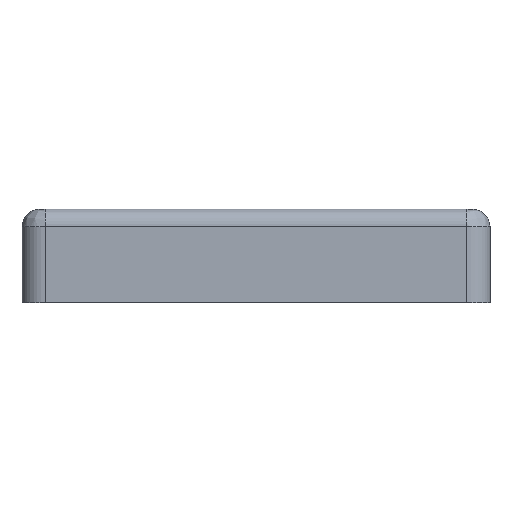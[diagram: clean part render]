
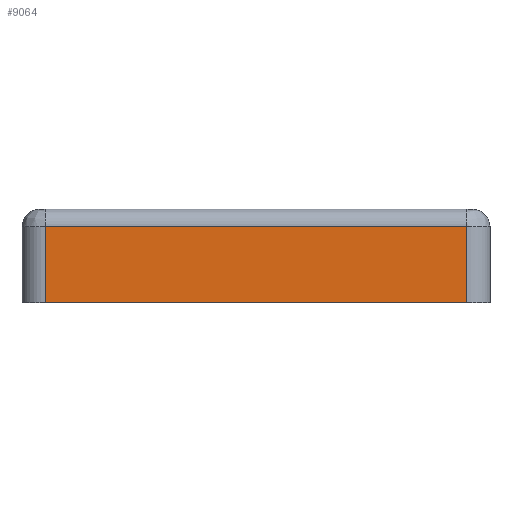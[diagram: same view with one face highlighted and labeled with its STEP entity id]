
A CAD part, front view. The second image highlights one B-rep face of the part: STEP entity #9064.
In plain terms, the highlighted planar face has unit normal (0, -1, 0).
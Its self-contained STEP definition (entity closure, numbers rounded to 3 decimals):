
#5 = DIRECTION ( 'NONE',  ( 0., 0., 1. ) ) ;
#117 = FACE_OUTER_BOUND ( 'NONE', #12752, .T. ) ;
#136 = VECTOR ( 'NONE', #5, 1000. ) ;
#619 = CARTESIAN_POINT ( 'NONE',  ( -36., -40., 0. ) ) ;
#1609 = LINE ( 'NONE', #4990, #4403 ) ;
#2155 = EDGE_CURVE ( 'NONE', #8110, #8284, #1609, .T. ) ;
#2560 = LINE ( 'NONE', #7065, #5717 ) ;
#3176 = CARTESIAN_POINT ( 'NONE',  ( -40., -40., 13. ) ) ;
#3631 = EDGE_CURVE ( 'NONE', #8284, #12314, #2560, .T. ) ;
#3754 = ORIENTED_EDGE ( 'NONE', *, *, #3631, .F. ) ;
#3963 = AXIS2_PLACEMENT_3D ( 'NONE', #4475, #12822, #5671 ) ;
#4357 = CARTESIAN_POINT ( 'NONE',  ( 36., -40., 13. ) ) ;
#4403 = VECTOR ( 'NONE', #10917, 1000. ) ;
#4475 = CARTESIAN_POINT ( 'NONE',  ( 40., -40., 16. ) ) ;
#4674 = DIRECTION ( 'NONE',  ( -1., 0., 0. ) ) ;
#4990 = CARTESIAN_POINT ( 'NONE',  ( 36., -40., 16. ) ) ;
#5671 = DIRECTION ( 'NONE',  ( 0., 0., 1. ) ) ;
#5717 = VECTOR ( 'NONE', #4674, 1000. ) ;
#5985 = CARTESIAN_POINT ( 'NONE',  ( -36., -40., 16. ) ) ;
#6644 = VERTEX_POINT ( 'NONE', #14524 ) ;
#6752 = DIRECTION ( 'NONE',  ( 1., 0., 0. ) ) ;
#7065 = CARTESIAN_POINT ( 'NONE',  ( -40., -40., 0. ) ) ;
#8110 = VERTEX_POINT ( 'NONE', #4357 ) ;
#8284 = VERTEX_POINT ( 'NONE', #11986 ) ;
#8806 = EDGE_CURVE ( 'NONE', #12314, #6644, #12085, .T. ) ;
#9064 = ADVANCED_FACE ( 'NONE', ( #117 ), #15186, .F. ) ;
#9180 = ORIENTED_EDGE ( 'NONE', *, *, #8806, .F. ) ;
#10114 = VECTOR ( 'NONE', #6752, 1000. ) ;
#10149 = ORIENTED_EDGE ( 'NONE', *, *, #11819, .F. ) ;
#10917 = DIRECTION ( 'NONE',  ( 0., 0., -1. ) ) ;
#11819 = EDGE_CURVE ( 'NONE', #6644, #8110, #13329, .T. ) ;
#11986 = CARTESIAN_POINT ( 'NONE',  ( 36., -40., 0. ) ) ;
#12085 = LINE ( 'NONE', #5985, #136 ) ;
#12314 = VERTEX_POINT ( 'NONE', #619 ) ;
#12752 = EDGE_LOOP ( 'NONE', ( #10149, #9180, #3754, #14494 ) ) ;
#12822 = DIRECTION ( 'NONE',  ( 0., 1., 0. ) ) ;
#13329 = LINE ( 'NONE', #3176, #10114 ) ;
#14494 = ORIENTED_EDGE ( 'NONE', *, *, #2155, .F. ) ;
#14524 = CARTESIAN_POINT ( 'NONE',  ( -36., -40., 13. ) ) ;
#15186 = PLANE ( 'NONE',  #3963 ) ;
